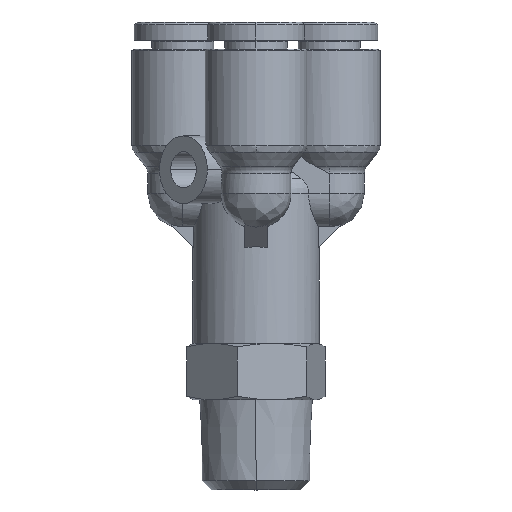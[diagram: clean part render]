
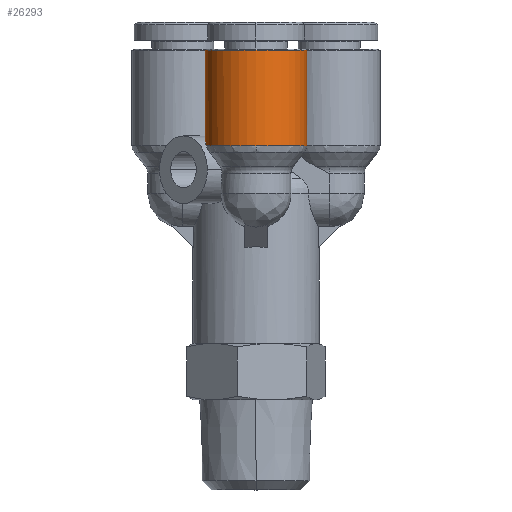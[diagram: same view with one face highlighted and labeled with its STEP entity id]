
A CAD part, left-side view. The second image highlights one B-rep face of the part: STEP entity #26293.
In plain terms, the highlighted cylindrical face has radius 4.5 mm (diameter 9 mm), a partial arc.
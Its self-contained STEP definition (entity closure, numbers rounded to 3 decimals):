
#548 = CARTESIAN_POINT ( 'NONE',  ( 0.825, -4.5, -28.476 ) ) ;
#1332 = EDGE_CURVE ( 'NONE', #27315, #52918, #24376, .T. ) ;
#1509 = AXIS2_PLACEMENT_3D ( 'NONE', #34854, #29477, #24817 ) ;
#1993 = ORIENTED_EDGE ( 'NONE', *, *, #1332, .F. ) ;
#2057 = CARTESIAN_POINT ( 'NONE',  ( 0.825, 0., -32.976 ) ) ;
#2158 = EDGE_CURVE ( 'NONE', #15379, #52918, #47962, .T. ) ;
#2703 = ORIENTED_EDGE ( 'NONE', *, *, #44997, .T. ) ;
#4545 = VECTOR ( 'NONE', #23548, 1000. ) ;
#6056 = EDGE_CURVE ( 'NONE', #50675, #43879, #38885, .T. ) ;
#6446 = AXIS2_PLACEMENT_3D ( 'NONE', #7956, #12376, #16801 ) ;
#6460 = CARTESIAN_POINT ( 'NONE',  ( 0.606, 4.465, -29.096 ) ) ;
#6856 = CARTESIAN_POINT ( 'NONE',  ( -2.682, -4.5, -28.476 ) ) ;
#6875 = CARTESIAN_POINT ( 'NONE',  ( 0.825, 4.413, -29.358 ) ) ;
#7012 = DIRECTION ( 'NONE',  ( 1., 0., 0. ) ) ;
#7361 = CARTESIAN_POINT ( 'NONE',  ( -7.632, 4.5, -28.476 ) ) ;
#7581 = DIRECTION ( 'NONE',  ( 0., 1., 0. ) ) ;
#7956 = CARTESIAN_POINT ( 'NONE',  ( 0.825, 0., -28.476 ) ) ;
#10017 = CARTESIAN_POINT ( 'NONE',  ( -7.632, 0., -32.976 ) ) ;
#10535 = EDGE_CURVE ( 'NONE', #27315, #23138, #42135, .T. ) ;
#11246 = CIRCLE ( 'NONE', #12108, 4.5 ) ;
#12108 = AXIS2_PLACEMENT_3D ( 'NONE', #25040, #7012, #7581 ) ;
#12376 = DIRECTION ( 'NONE',  ( -1., 0., 0. ) ) ;
#14069 = DIRECTION ( 'NONE',  ( 1., 0., 0. ) ) ;
#14352 = CARTESIAN_POINT ( 'NONE',  ( -7.632, 0., -28.476 ) ) ;
#15379 = VERTEX_POINT ( 'NONE', #7361 ) ;
#16153 = CARTESIAN_POINT ( 'NONE',  ( 0.322, 4.5, -28.476 ) ) ;
#16421 = AXIS2_PLACEMENT_3D ( 'NONE', #14352, #27610, #40837 ) ;
#16801 = DIRECTION ( 'NONE',  ( 0., 1., 0. ) ) ;
#17966 = DIRECTION ( 'NONE',  ( 0., 1., 0. ) ) ;
#18588 = CYLINDRICAL_SURFACE ( 'NONE', #1509, 4.5 ) ;
#21715 = ORIENTED_EDGE ( 'NONE', *, *, #10535, .T. ) ;
#23138 = VERTEX_POINT ( 'NONE', #2057 ) ;
#23348 = CARTESIAN_POINT ( 'NONE',  ( 0.825, 4.413, -29.358 ) ) ;
#23532 = CARTESIAN_POINT ( 'NONE',  ( 0.444, 4.5, -28.798 ) ) ;
#23548 = DIRECTION ( 'NONE',  ( 1., 0., 0. ) ) ;
#24080 = EDGE_CURVE ( 'NONE', #28553, #15379, #11246, .T. ) ;
#24376 = B_SPLINE_CURVE_WITH_KNOTS ( 'NONE', 3,
 ( #23348, #6460, #23532, #37188 ),
 .UNSPECIFIED., .F., .F.,
 ( 4, 4 ),
 ( 0., 0.001 ),
 .UNSPECIFIED. ) ;
#24762 = ORIENTED_EDGE ( 'NONE', *, *, #52085, .T. ) ;
#24817 = DIRECTION ( 'NONE',  ( 0., 1., 0. ) ) ;
#25040 = CARTESIAN_POINT ( 'NONE',  ( -7.632, 0., -28.476 ) ) ;
#26192 = ORIENTED_EDGE ( 'NONE', *, *, #24080, .T. ) ;
#26293 = ADVANCED_FACE ( 'NONE', ( #52179 ), #18588, .T. ) ;
#27315 = VERTEX_POINT ( 'NONE', #6875 ) ;
#27610 = DIRECTION ( 'NONE',  ( 1., 0., 0. ) ) ;
#28553 = VERTEX_POINT ( 'NONE', #10017 ) ;
#29477 = DIRECTION ( 'NONE',  ( 1., 0., 0. ) ) ;
#29674 = ORIENTED_EDGE ( 'NONE', *, *, #2158, .T. ) ;
#30799 = CARTESIAN_POINT ( 'NONE',  ( -2.682, 4.5, -28.476 ) ) ;
#32236 = AXIS2_PLACEMENT_3D ( 'NONE', #49389, #36162, #17966 ) ;
#34854 = CARTESIAN_POINT ( 'NONE',  ( -2.682, 0., -28.476 ) ) ;
#36162 = DIRECTION ( 'NONE',  ( -1., 0., 0. ) ) ;
#37188 = CARTESIAN_POINT ( 'NONE',  ( 0.322, 4.5, -28.476 ) ) ;
#38376 = VECTOR ( 'NONE', #14069, 1000. ) ;
#38885 = LINE ( 'NONE', #6856, #4545 ) ;
#40837 = DIRECTION ( 'NONE',  ( 0., 1., 0. ) ) ;
#42135 = CIRCLE ( 'NONE', #6446, 4.5 ) ;
#43879 = VERTEX_POINT ( 'NONE', #548 ) ;
#44997 = EDGE_CURVE ( 'NONE', #50675, #28553, #48826, .T. ) ;
#46872 = EDGE_LOOP ( 'NONE', ( #56693, #2703, #26192, #29674, #1993, #21715, #24762 ) ) ;
#47962 = LINE ( 'NONE', #30799, #38376 ) ;
#48826 = CIRCLE ( 'NONE', #16421, 4.5 ) ;
#49389 = CARTESIAN_POINT ( 'NONE',  ( 0.825, 0., -28.476 ) ) ;
#50523 = CIRCLE ( 'NONE', #32236, 4.5 ) ;
#50675 = VERTEX_POINT ( 'NONE', #56358 ) ;
#52085 = EDGE_CURVE ( 'NONE', #23138, #43879, #50523, .T. ) ;
#52179 = FACE_OUTER_BOUND ( 'NONE', #46872, .T. ) ;
#52918 = VERTEX_POINT ( 'NONE', #16153 ) ;
#56358 = CARTESIAN_POINT ( 'NONE',  ( -7.632, -4.5, -28.476 ) ) ;
#56693 = ORIENTED_EDGE ( 'NONE', *, *, #6056, .F. ) ;
